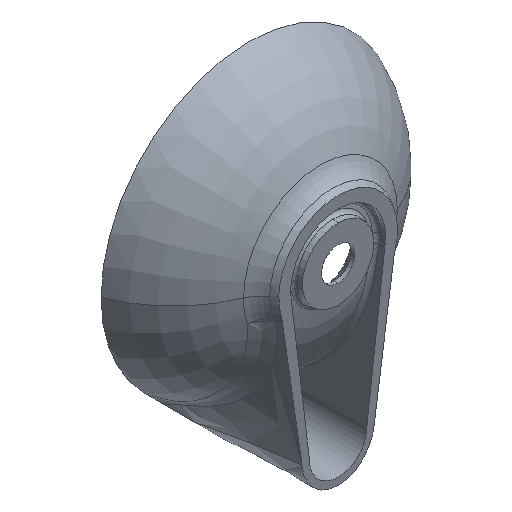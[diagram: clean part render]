
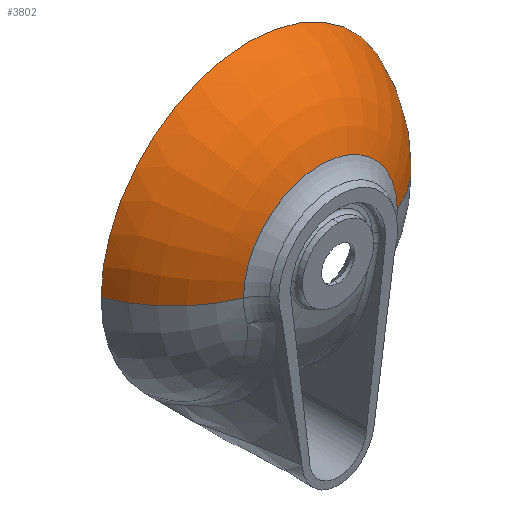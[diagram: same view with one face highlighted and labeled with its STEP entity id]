
A CAD part, isometric view. The second image highlights one B-rep face of the part: STEP entity #3802.
In plain terms, the highlighted toroidal (fillet/blend) face has major radius 38 mm and minor radius 174.291 mm.
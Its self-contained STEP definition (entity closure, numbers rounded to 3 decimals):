
#155 = CARTESIAN_POINT ( 'NONE',  ( 104.097, -96.981, 0. ) ) ;
#167 = CIRCLE ( 'NONE', #1440, 174.291 ) ;
#497 = FACE_OUTER_BOUND ( 'NONE', #2603, .T. ) ;
#753 = CARTESIAN_POINT ( 'NONE',  ( -104.097, -96.981, 0. ) ) ;
#1061 = VERTEX_POINT ( 'NONE', #753 ) ;
#1123 = DIRECTION ( 'NONE',  ( 1., 0., 0. ) ) ;
#1196 = CARTESIAN_POINT ( 'NONE',  ( -200., 0., 0. ) ) ;
#1284 = DIRECTION ( 'NONE',  ( 0., 0., -1. ) ) ;
#1440 = AXIS2_PLACEMENT_3D ( 'NONE', #3656, #1284, #3329 ) ;
#1480 = CARTESIAN_POINT ( 'NONE',  ( 38., 64.291, 0. ) ) ;
#1549 = DIRECTION ( 'NONE',  ( 0., 1., 0. ) ) ;
#1813 = EDGE_CURVE ( 'NONE', #1061, #2450, #4488, .T. ) ;
#1831 = DIRECTION ( 'NONE',  ( 0., 0., 1. ) ) ;
#1955 = EDGE_CURVE ( 'NONE', #2450, #4149, #4109, .T. ) ;
#2099 = CIRCLE ( 'NONE', #2423, 200. ) ;
#2246 = ORIENTED_EDGE ( 'NONE', *, *, #1955, .T. ) ;
#2328 = EDGE_CURVE ( 'NONE', #4188, #4149, #2099, .T. ) ;
#2335 = AXIS2_PLACEMENT_3D ( 'NONE', #1480, #1831, #1123 ) ;
#2378 = AXIS2_PLACEMENT_3D ( 'NONE', #3677, #1549, #2975 ) ;
#2423 = AXIS2_PLACEMENT_3D ( 'NONE', #2600, #2944, #3912 ) ;
#2439 = ORIENTED_EDGE ( 'NONE', *, *, #2744, .F. ) ;
#2450 = VERTEX_POINT ( 'NONE', #155 ) ;
#2547 = DIRECTION ( 'NONE',  ( -1., 0., 0. ) ) ;
#2556 = ORIENTED_EDGE ( 'NONE', *, *, #1813, .T. ) ;
#2600 = CARTESIAN_POINT ( 'NONE',  ( 0., 0., 0. ) ) ;
#2603 = EDGE_LOOP ( 'NONE', ( #2556, #2246, #3728, #2439 ) ) ;
#2700 = TOROIDAL_SURFACE ( 'NONE', #2378, 38., 174.291 ) ;
#2744 = EDGE_CURVE ( 'NONE', #1061, #4188, #167, .T. ) ;
#2944 = DIRECTION ( 'NONE',  ( 0., 1., 0. ) ) ;
#2975 = DIRECTION ( 'NONE',  ( -1., 0., 0. ) ) ;
#3237 = DIRECTION ( 'NONE',  ( 0., 1., 0. ) ) ;
#3329 = DIRECTION ( 'NONE',  ( -1., 0., 0. ) ) ;
#3655 = AXIS2_PLACEMENT_3D ( 'NONE', #3876, #3237, #2547 ) ;
#3656 = CARTESIAN_POINT ( 'NONE',  ( -38., 64.291, 0. ) ) ;
#3677 = CARTESIAN_POINT ( 'NONE',  ( 0., 64.291, 0. ) ) ;
#3728 = ORIENTED_EDGE ( 'NONE', *, *, #2328, .F. ) ;
#3802 = ADVANCED_FACE ( 'NONE', ( #497 ), #2700, .T. ) ;
#3876 = CARTESIAN_POINT ( 'NONE',  ( 0., -96.981, 0. ) ) ;
#3912 = DIRECTION ( 'NONE',  ( -1., 0., 0. ) ) ;
#4109 = CIRCLE ( 'NONE', #2335, 174.291 ) ;
#4149 = VERTEX_POINT ( 'NONE', #4186 ) ;
#4186 = CARTESIAN_POINT ( 'NONE',  ( 200., 0., 0. ) ) ;
#4188 = VERTEX_POINT ( 'NONE', #1196 ) ;
#4488 = CIRCLE ( 'NONE', #3655, 104.097 ) ;
